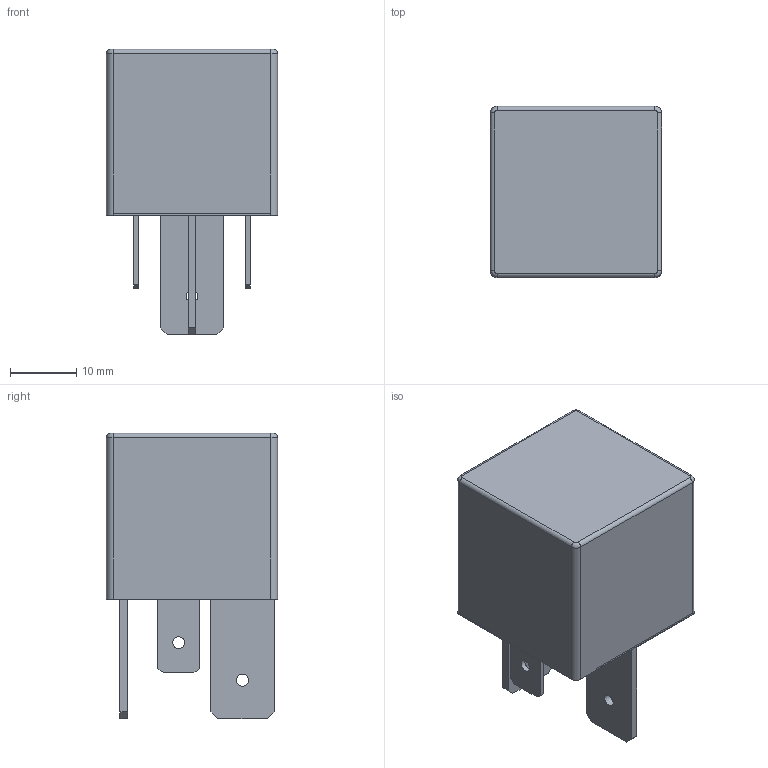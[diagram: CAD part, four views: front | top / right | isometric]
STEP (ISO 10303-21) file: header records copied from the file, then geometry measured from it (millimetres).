
FILE_DESCRIPTION(/* description */ ('Unknown'),/* implementation_level */ '2;1');
FILE_NAME(/* name */ '897-1AH-C-001-12VDC',/* time_stamp */ '2023-07-04T15:56:45+02:00',/* author */ ('Unknown'),/* organization */ ('Unknown'),/* preprocessor_version */ 'ST-DEVELOPER v18.102',/* originating_system */ 'Solid Edge',/* authorisation */ 'Unknown');
FILE_SCHEMA (('AUTOMOTIVE_DESIGN {1 0 10303 214 3 1 1}'));
Length unit declared in the file: millimetre
Products named in the file (1): 897-1AH-C-001-12VDC
Bounding box: 25.8 x 25.8 x 43 mm (x, y, z)
Volume: 16801.5 mm3; surface area: 5047.8 mm2
Topology: 1 solids, 1 shells, 169 faces, 422 edges, 260 vertices
Faces by surface type: plane 85, cylinder 60, torus 18, sphere 6
Full cylindrical faces by diameter (mm): 1.8 x4
Entity records: 6137 total; most frequent: DIRECTION 888, CARTESIAN_POINT 838, ORIENTED_EDGE 820, EDGE_CURVE 410, AXIS2_PLACEMENT_3D 308, LINE 272, VECTOR 272, VERTEX_POINT 258
